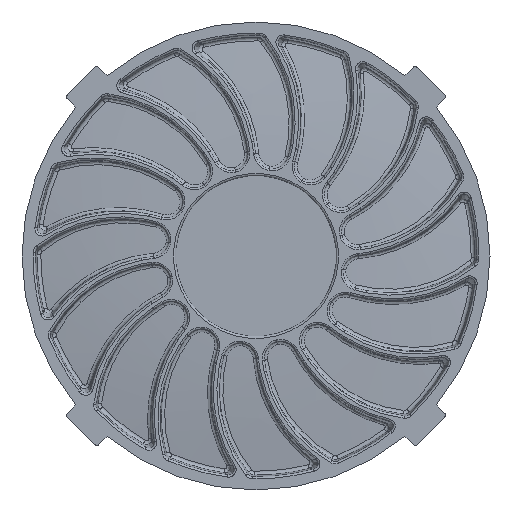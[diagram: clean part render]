
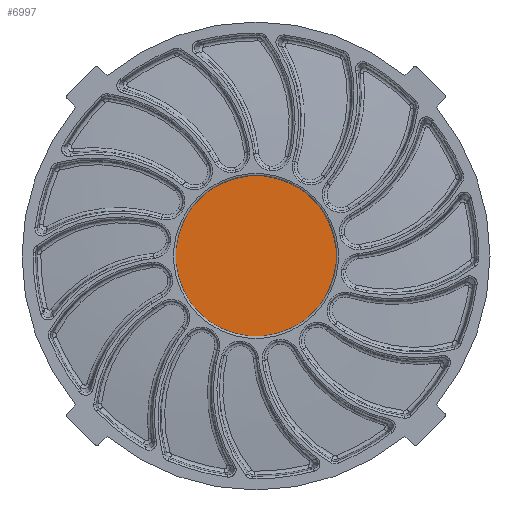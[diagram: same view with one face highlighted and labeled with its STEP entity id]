
A CAD part, top view. The second image highlights one B-rep face of the part: STEP entity #6997.
In plain terms, the highlighted planar face has unit normal (0, 0, 1).
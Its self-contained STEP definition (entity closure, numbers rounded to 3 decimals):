
#1108=CIRCLE('',#7262,115.512);
#1401=PLANE('',#7694);
#1875=FACE_OUTER_BOUND('',#2367,.T.);
#2367=EDGE_LOOP('',(#6481));
#2942=VERTEX_POINT('',#13607);
#3698=EDGE_CURVE('',#2942,#2942,#1108,.T.);
#6481=ORIENTED_EDGE('',*,*,#3698,.T.);
#6997=ADVANCED_FACE('',(#1875),#1401,.T.);
#7262=AXIS2_PLACEMENT_3D('',#13609,#8232,#8233);
#7694=AXIS2_PLACEMENT_3D('',#23263,#9176,#9177);
#8232=DIRECTION('center_axis',(0.,0.,
1.));
#8233=DIRECTION('ref_axis',(0.707,0.707,0.));
#9176=DIRECTION('center_axis',(0.,0.,
1.));
#9177=DIRECTION('ref_axis',(-0.707,-0.707,0.));
#13607=CARTESIAN_POINT('',(266.366,266.366,36.973));
#13609=CARTESIAN_POINT('Origin',(348.045,348.045,36.973));
#23263=CARTESIAN_POINT('Origin',(348.045,348.045,36.973));
